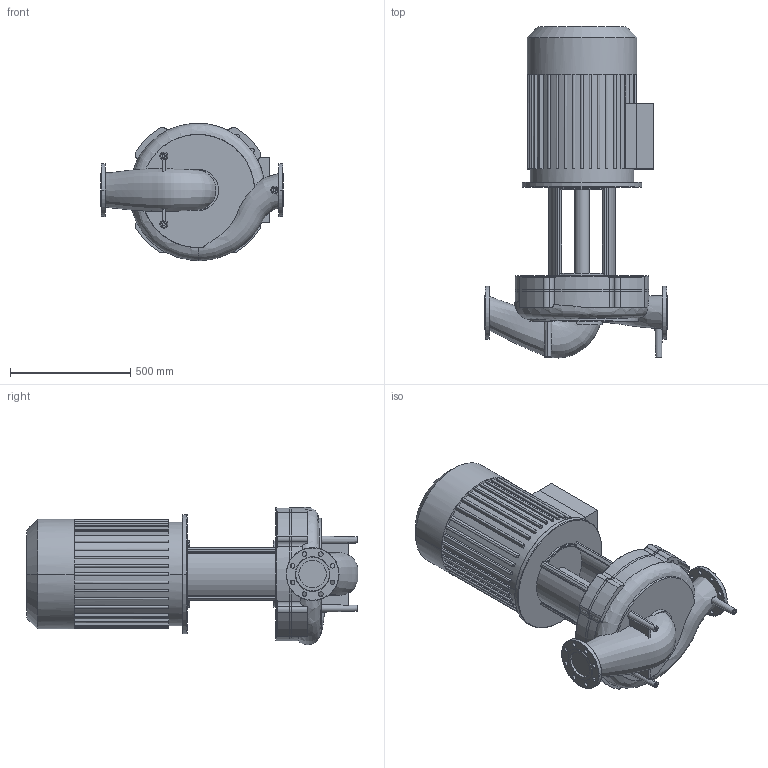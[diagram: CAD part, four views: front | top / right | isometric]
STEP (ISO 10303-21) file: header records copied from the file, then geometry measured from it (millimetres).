
FILE_DESCRIPTION((''),'2;1');
FILE_NAME('3d_IL100_400-45_4-2151496.stp','2016-05-24T12:02:34',(''),(''),'Mechanical Desktop 2009','Mechanical Desktop 2009',', , ');
FILE_SCHEMA(('CONFIG_CONTROL_DESIGN'));
Length unit declared in the file: millimetre
Products named in the file (1): Product
Bounding box: 760 x 1381.67 x 571.86 mm (x, y, z)
Volume: 176156834.5 mm3; surface area: 4441442.1 mm2
Topology: 10 solids, 10 shells, 595 faces, 1583 edges, 1010 vertices
Faces by surface type: plane 195, bspline 162, cylinder 153, torus 72, cone 13
Entity records: 31378 total; most frequent: CARTESIAN_POINT 16633, ORIENTED_EDGE 3146, DIRECTION 3052, EDGE_CURVE 1573, AXIS2_PLACEMENT_3D 1213, VERTEX_POINT 1009, CIRCLE 779, EDGE_LOOP 660
